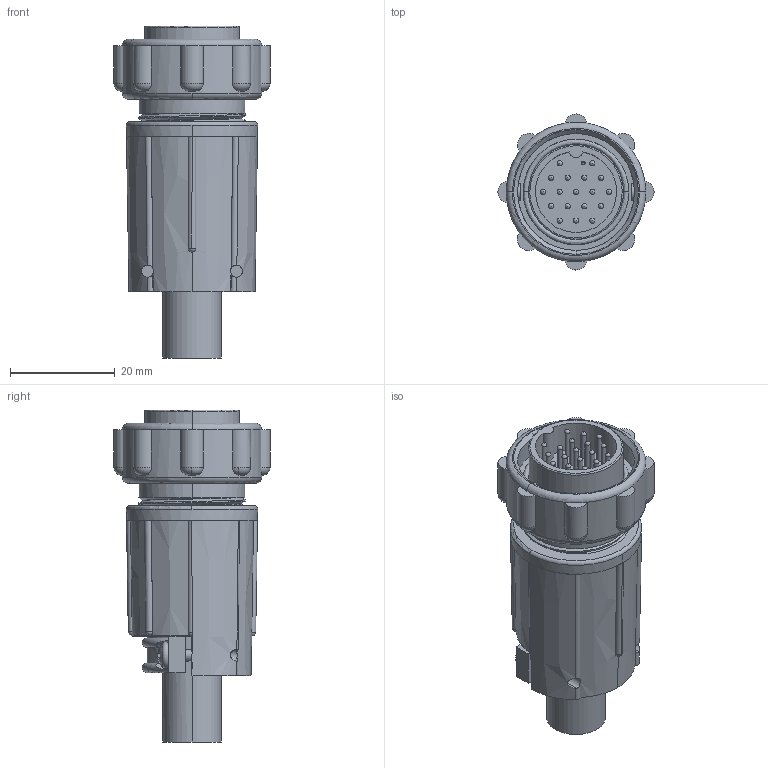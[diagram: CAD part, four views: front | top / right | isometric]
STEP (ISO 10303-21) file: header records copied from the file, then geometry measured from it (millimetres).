
FILE_DESCRIPTION (( 'STEP AP203' ), '1' );
FILE_NAME ('13282-18PG-326.STEP', '2014-02-18T17:27:02', ( 'J0FPBF1' ), ( '' ), 'SwSTEP 2.0', 'SolidWorks 2012', '' );
FILE_SCHEMA (( 'CONFIG_CONTROL_DESIGN' ));
Length unit declared in the file: inch
Products named in the file (1): 13282-18PG-326
Bounding box: 29.84 x 29.84 x 63.5 mm (x, y, z)
Volume: 21406.7 mm3; surface area: 8019.2 mm2
Topology: 1 solids, 1 shells, 280 faces, 748 edges, 477 vertices
Faces by surface type: plane 107, cylinder 98, torus 29, sphere 26, cone 13, bspline 7
Entity records: 11594 total; most frequent: CARTESIAN_POINT 4936, DIRECTION 1410, ORIENTED_EDGE 1380, EDGE_CURVE 690, AXIS2_PLACEMENT_3D 588, VERTEX_POINT 441, CIRCLE 314, EDGE_LOOP 313
